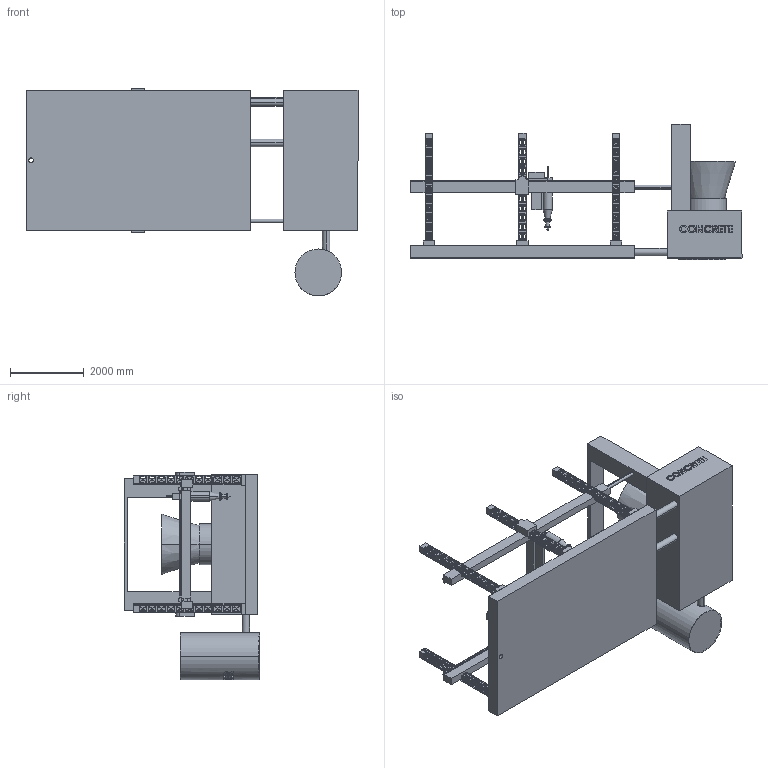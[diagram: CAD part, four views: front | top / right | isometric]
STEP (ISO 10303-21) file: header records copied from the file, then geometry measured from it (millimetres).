
FILE_DESCRIPTION (( 'STEP AP203' ), '1' );
FILE_NAME ('3-D conc printing.STEP', '2022-02-18T16:46:25', ( '' ), ( '' ), 'SwSTEP 2.0', 'SolidWorks 2019', '' );
FILE_SCHEMA (( 'CONFIG_CONTROL_DESIGN' ));
Length unit declared in the file: inch
Products named in the file (8): tool post; nozzle; helix; base; beam; coloumn; pipe; 3-D conc printing
Assembly tree (14 placements, depth 2):
  3-D conc printing
    base
    coloumn  x6
    beam  x2
    tool post
    nozzle
    helix
    pipe  x2
Bounding box: 9014.85 x 3683 x 5637.32 mm (x, y, z)
Volume: 13736122789 mm3; surface area: 211848507.8 mm2
Topology: 18 solids, 18 shells, 3168 faces, 15592 edges, 10120 vertices
Faces by surface type: plane 3011, cylinder 92, bspline 53, cone 12
Entity records: 47592 total; most frequent: CARTESIAN_POINT 16081, ORIENTED_EDGE 7196, DIRECTION 5402, EDGE_CURVE 3598, LINE 3182, VECTOR 3182, VERTEX_POINT 2346, EDGE_LOOP 1114
